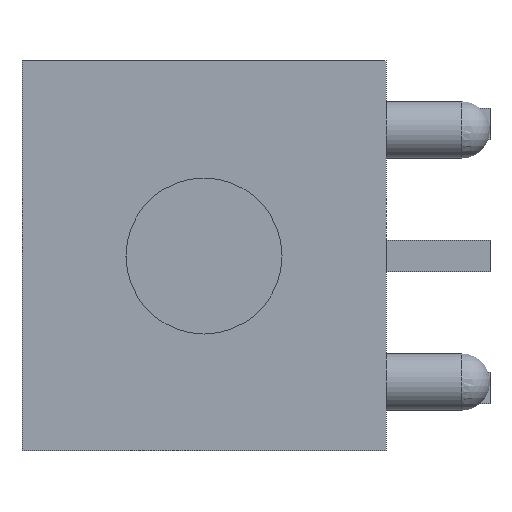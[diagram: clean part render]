
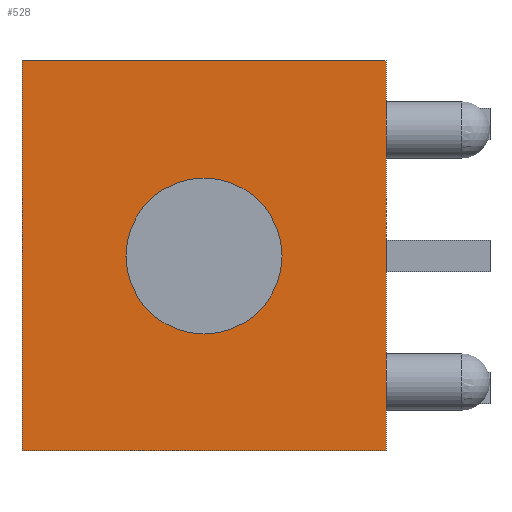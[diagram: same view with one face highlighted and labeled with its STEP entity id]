
A CAD part, left-side view. The second image highlights one B-rep face of the part: STEP entity #528.
In plain terms, the highlighted planar face has unit normal (-1, 0, 0).
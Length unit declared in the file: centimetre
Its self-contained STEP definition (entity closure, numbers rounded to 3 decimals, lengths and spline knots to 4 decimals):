
#142=VECTOR('',#639,1.);
#146=VECTOR('',#644,1.);
#149=VECTOR('',#648,1.);
#151=VECTOR('',#651,1.);
#190=LINE('',#753,#142);
#194=LINE('',#761,#146);
#197=LINE('',#767,#149);
#199=LINE('',#770,#151);
#223=PLANE('',#561);
#225=VERTEX_POINT('',#658);
#256=VERTEX_POINT('',#752);
#257=VERTEX_POINT('',#754);
#259=VERTEX_POINT('',#760);
#261=VERTEX_POINT('',#766);
#263=CIRCLE('',#531,0.15);
#269=EDGE_CURVE('',#225,#225,#263,.T.);
#312=EDGE_CURVE('',#256,#257,#190,.T.);
#316=EDGE_CURVE('',#259,#256,#194,.T.);
#319=EDGE_CURVE('',#261,#259,#197,.T.);
#321=EDGE_CURVE('',#257,#261,#199,.T.);
#425=ORIENTED_EDGE('',*,*,#269,.T.);
#426=ORIENTED_EDGE('',*,*,#321,.F.);
#427=ORIENTED_EDGE('',*,*,#312,.F.);
#428=ORIENTED_EDGE('',*,*,#316,.F.);
#429=ORIENTED_EDGE('',*,*,#319,.F.);
#464=EDGE_LOOP('',(#425));
#465=EDGE_LOOP('',(#426,#427,#428,#429));
#500=FACE_BOUND('',#464,.T.);
#501=FACE_BOUND('',#465,.T.);
#528=ADVANCED_FACE('',(#500,#501),#223,.F.);
#531=AXIS2_PLACEMENT_3D('',#657,#566,#567);
#561=AXIS2_PLACEMENT_3D('',#772,#653,$);
#566=DIRECTION('',(1.,0.,0.));
#567=DIRECTION('',(0.,0.15,0.));
#639=DIRECTION('',(0.,0.,1.));
#644=DIRECTION('',(0.,1.,0.));
#648=DIRECTION('',(0.,0.,-1.));
#651=DIRECTION('',(0.,-1.,0.));
#653=DIRECTION('',(1.,0.,0.));
#657=CARTESIAN_POINT('',(0.,0.,0.));
#658=CARTESIAN_POINT('',(0.,0.15,0.));
#752=CARTESIAN_POINT('',(0.,0.35,-0.375));
#753=CARTESIAN_POINT('',(0.,0.35,-0.375));
#754=CARTESIAN_POINT('',(0.,0.35,0.375));
#760=CARTESIAN_POINT('',(0.,-0.35,-0.375));
#761=CARTESIAN_POINT('',(0.,-0.35,-0.375));
#766=CARTESIAN_POINT('',(0.,-0.35,0.375));
#767=CARTESIAN_POINT('',(0.,-0.35,0.375));
#770=CARTESIAN_POINT('',(0.,0.35,0.375));
#772=CARTESIAN_POINT('',(0.,0.,0.));
